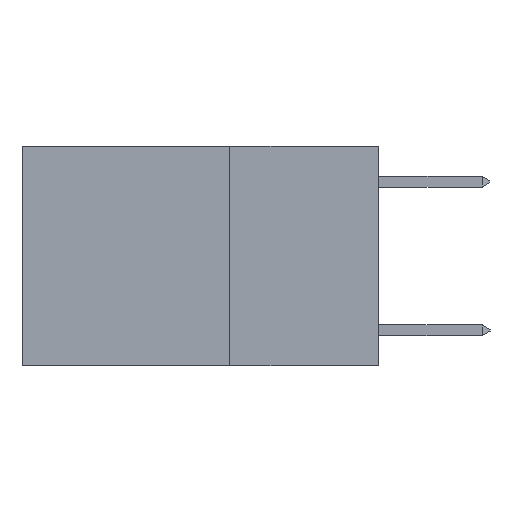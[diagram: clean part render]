
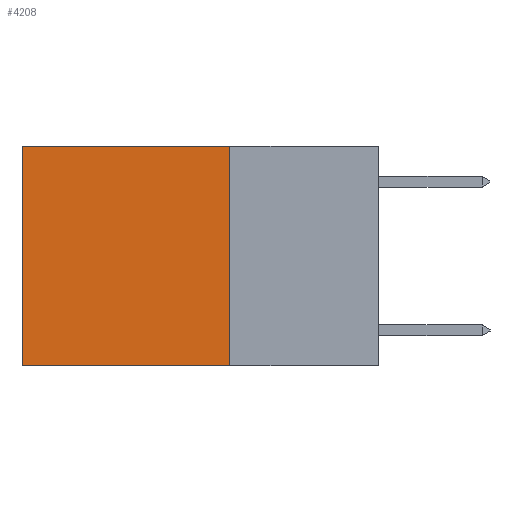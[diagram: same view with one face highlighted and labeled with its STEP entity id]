
A CAD part, left-side view. The second image highlights one B-rep face of the part: STEP entity #4208.
In plain terms, the highlighted planar face has unit normal (-1, 0, 0).
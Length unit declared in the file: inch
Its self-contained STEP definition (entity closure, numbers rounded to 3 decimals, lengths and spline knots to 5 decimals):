
#413 = CARTESIAN_POINT ( 'NONE',  ( 0.2625, 0.6, 0. ) ) ;
#464 = DIRECTION ( 'NONE',  ( 1., 0., 0. ) ) ;
#1409 = VECTOR ( 'NONE', #9800, 39.37008 ) ;
#1636 = ORIENTED_EDGE ( 'NONE', *, *, #3308, .T. ) ;
#1742 = ORIENTED_EDGE ( 'NONE', *, *, #4784, .F. ) ;
#3039 = CARTESIAN_POINT ( 'NONE',  ( 0.2625, 0.6, 0. ) ) ;
#3308 = EDGE_CURVE ( 'NONE', #5746, #9260, #8038, .T. ) ;
#3411 = VERTEX_POINT ( 'NONE', #7194 ) ;
#3458 = CARTESIAN_POINT ( 'NONE',  ( 0.2625, 0.25, 0. ) ) ;
#3620 = DIRECTION ( 'NONE',  ( 0., 1., 0. ) ) ;
#4208 = ADVANCED_FACE ( 'NONE', ( #6138 ), #6562, .F. ) ;
#4363 = EDGE_CURVE ( 'NONE', #3411, #5746, #4908, .T. ) ;
#4377 = CARTESIAN_POINT ( 'NONE',  ( 0.2625, 0.25, 0. ) ) ;
#4652 = VECTOR ( 'NONE', #6509, 39.37008 ) ;
#4784 = EDGE_CURVE ( 'NONE', #6388, #9260, #6738, .T. ) ;
#4908 = LINE ( 'NONE', #9829, #9301 ) ;
#5746 = VERTEX_POINT ( 'NONE', #413 ) ;
#5784 = DIRECTION ( 'NONE',  ( 0., 0., -1. ) ) ;
#5798 = CARTESIAN_POINT ( 'NONE',  ( 0.2625, 0.6, -0.37 ) ) ;
#5902 = VECTOR ( 'NONE', #6921, 39.37008 ) ;
#6069 = ORIENTED_EDGE ( 'NONE', *, *, #4363, .T. ) ;
#6083 = AXIS2_PLACEMENT_3D ( 'NONE', #3458, #464, #5784 ) ;
#6138 = FACE_OUTER_BOUND ( 'NONE', #8050, .T. ) ;
#6388 = VERTEX_POINT ( 'NONE', #8191 ) ;
#6474 = CARTESIAN_POINT ( 'NONE',  ( 0.2625, 0.25, -0.37 ) ) ;
#6509 = DIRECTION ( 'NONE',  ( 0., 1., 0. ) ) ;
#6562 = PLANE ( 'NONE',  #6083 ) ;
#6738 = LINE ( 'NONE', #6474, #4652 ) ;
#6921 = DIRECTION ( 'NONE',  ( 0., 0., -1. ) ) ;
#7188 = ORIENTED_EDGE ( 'NONE', *, *, #8088, .F. ) ;
#7194 = CARTESIAN_POINT ( 'NONE',  ( 0.2625, 0.25, 0. ) ) ;
#7352 = LINE ( 'NONE', #4377, #1409 ) ;
#8038 = LINE ( 'NONE', #3039, #5902 ) ;
#8050 = EDGE_LOOP ( 'NONE', ( #1636, #1742, #7188, #6069 ) ) ;
#8088 = EDGE_CURVE ( 'NONE', #3411, #6388, #7352, .T. ) ;
#8191 = CARTESIAN_POINT ( 'NONE',  ( 0.2625, 0.25, -0.37 ) ) ;
#9260 = VERTEX_POINT ( 'NONE', #5798 ) ;
#9301 = VECTOR ( 'NONE', #3620, 39.37008 ) ;
#9800 = DIRECTION ( 'NONE',  ( 0., 0., -1. ) ) ;
#9829 = CARTESIAN_POINT ( 'NONE',  ( 0.2625, 0.25, 0. ) ) ;
